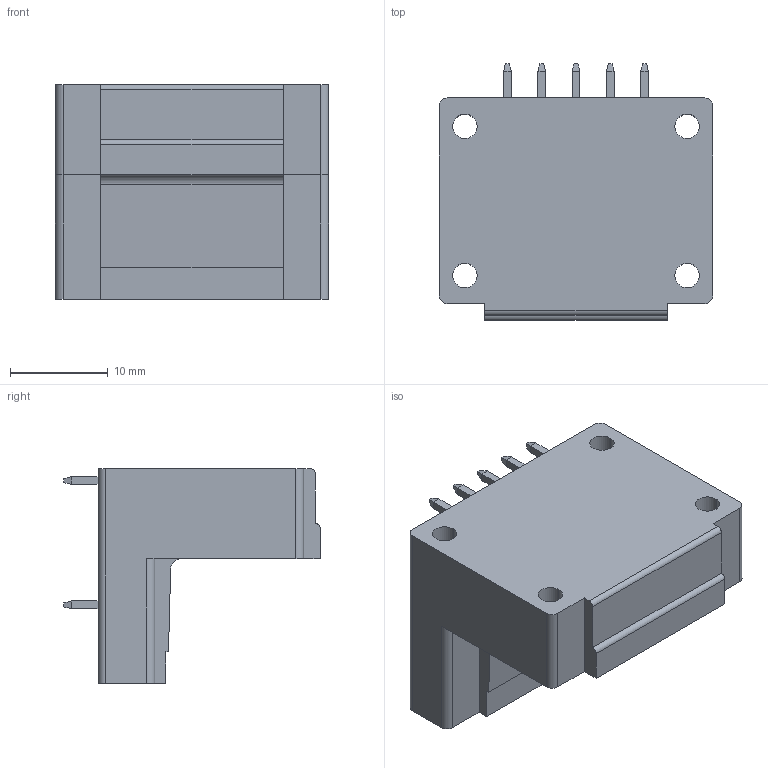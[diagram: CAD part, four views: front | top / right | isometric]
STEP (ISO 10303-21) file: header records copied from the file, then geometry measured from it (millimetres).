
FILE_DESCRIPTION((''),'2;1');
FILE_NAME('TLPHDW-005R-XXP','2024-09-24T09:26:41',('sheji109'),(''),'CREO PARAMETRIC BY PTC INC, 2018100','CREO PARAMETRIC BY PTC INC, 2018100','');
FILE_SCHEMA(('CONFIG_CONTROL_DESIGN'));
Length unit declared in the file: millimetre
Products named in the file (1): TLPHDW-005R-XXP
Bounding box: 27.9 x 26.2 x 21.9 mm (x, y, z)
Volume: 6606 mm3; surface area: 5460.6 mm2
Topology: 1 solids, 1 shells, 786 faces, 2122 edges, 1378 vertices
Faces by surface type: plane 549, cylinder 167, cone 50, torus 20
Entity records: 24634 total; most frequent: CARTESIAN_POINT 4676, ORIENTED_EDGE 4244, DIRECTION 3998, EDGE_CURVE 2122, VECTOR 1618, LINE 1618, VERTEX_POINT 1378, AXIS2_PLACEMENT_3D 1190
